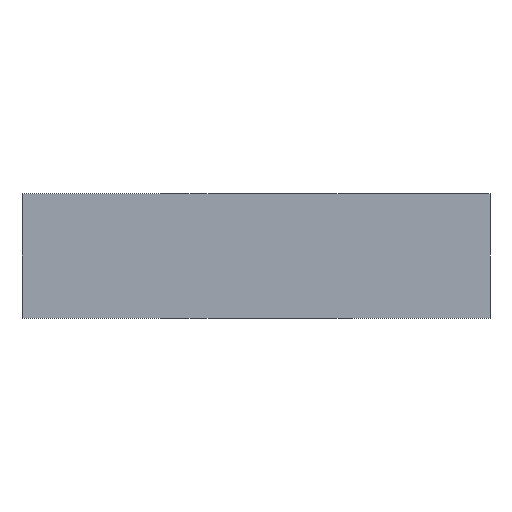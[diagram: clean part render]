
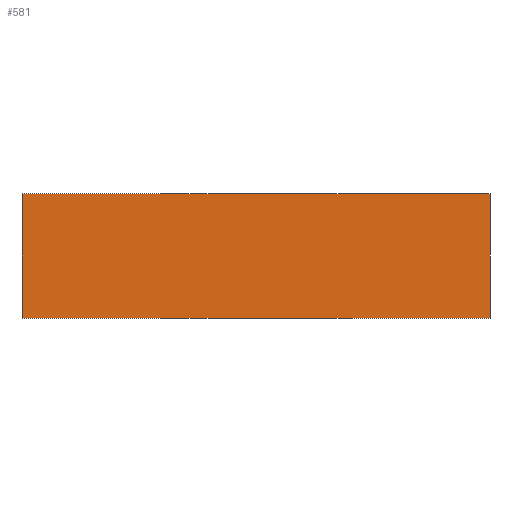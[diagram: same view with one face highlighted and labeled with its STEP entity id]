
A CAD part, front view. The second image highlights one B-rep face of the part: STEP entity #581.
In plain terms, the highlighted planar face has unit normal (0, -1, 0).
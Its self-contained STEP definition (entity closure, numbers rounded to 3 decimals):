
#53=PLANE('',#691);
#76=FACE_OUTER_BOUND('',#99,.T.);
#99=EDGE_LOOP('',(#472,#473,#474,#475));
#156=LINE('',#1022,#185);
#157=LINE('',#1024,#186);
#158=LINE('',#1026,#187);
#159=LINE('',#1027,#188);
#185=VECTOR('',#857,10.);
#186=VECTOR('',#858,10.);
#187=VECTOR('',#859,10.);
#188=VECTOR('',#860,10.);
#299=VERTEX_POINT('',#1020);
#300=VERTEX_POINT('',#1021);
#301=VERTEX_POINT('',#1023);
#302=VERTEX_POINT('',#1025);
#375=EDGE_CURVE('',#299,#300,#156,.T.);
#376=EDGE_CURVE('',#300,#301,#157,.T.);
#377=EDGE_CURVE('',#301,#302,#158,.T.);
#378=EDGE_CURVE('',#302,#299,#159,.T.);
#472=ORIENTED_EDGE('',*,*,#375,.T.);
#473=ORIENTED_EDGE('',*,*,#376,.T.);
#474=ORIENTED_EDGE('',*,*,#377,.T.);
#475=ORIENTED_EDGE('',*,*,#378,.T.);
#581=ADVANCED_FACE('',(#76),#53,.T.);
#691=AXIS2_PLACEMENT_3D('',#1019,#855,#856);
#855=DIRECTION('center_axis',(0.,-1.,0.));
#856=DIRECTION('ref_axis',(0.,0.,-1.));
#857=DIRECTION('',(1.,0.,0.));
#858=DIRECTION('',(0.,0.,1.));
#859=DIRECTION('',(-1.,0.,0.));
#860=DIRECTION('',(0.,0.,-1.));
#1019=CARTESIAN_POINT('Origin',(0.,-980.,0.));
#1020=CARTESIAN_POINT('',(-15.,-980.,-4.));
#1021=CARTESIAN_POINT('',(15.,-980.,-4.));
#1022=CARTESIAN_POINT('',(-15.,-980.,-4.));
#1023=CARTESIAN_POINT('',(15.,-980.,4.));
#1024=CARTESIAN_POINT('',(15.,-980.,-4.));
#1025=CARTESIAN_POINT('',(-15.,-980.,4.));
#1026=CARTESIAN_POINT('',(15.,-980.,4.));
#1027=CARTESIAN_POINT('',(-15.,-980.,4.));
